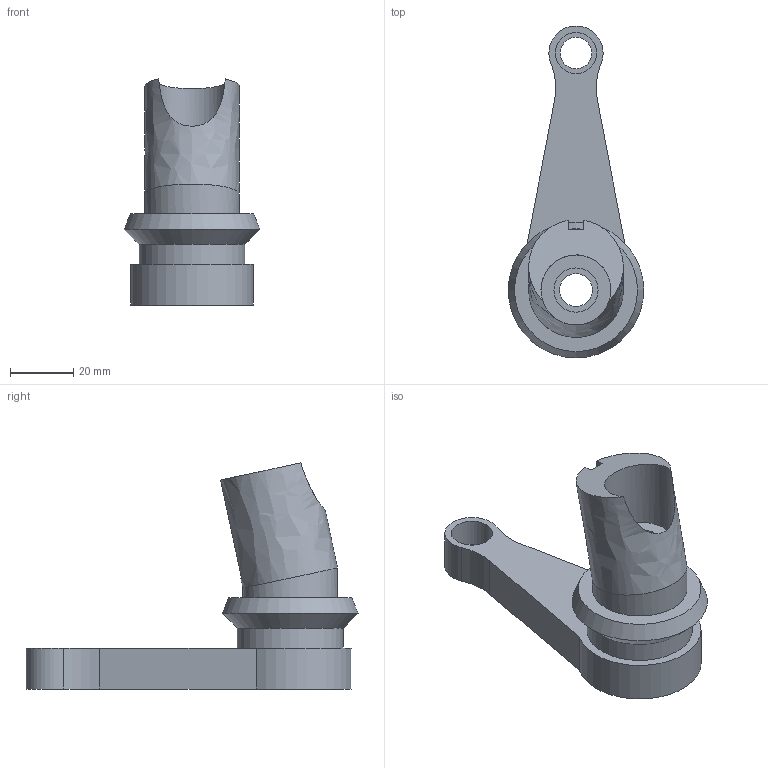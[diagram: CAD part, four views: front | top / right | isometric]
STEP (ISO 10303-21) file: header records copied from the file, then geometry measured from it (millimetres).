
FILE_DESCRIPTION(/* description */ (''),/* implementation_level */ '2;1');
FILE_NAME(/* name */ 'Bielle Ver2 v3.stp',/* time_stamp */ '2020-12-11T16:26:36+01:00',/* author */ (''),/* organization */ (''),/* preprocessor_version */ 'ST-DEVELOPER v18.1',/* originating_system */ 'Autodesk Translation Framework v9.7.1.1290',/* authorisation */ '');
FILE_SCHEMA (('AUTOMOTIVE_DESIGN { 1 0 10303 214 3 1 1 }'));
Length unit declared in the file: millimetre
Products named in the file (2): Bielle - Ver2; Component1
Assembly tree (1 placements, depth 2):
  Bielle - Ver2
    Component1
Bounding box: 43 x 105.27 x 71.68 mm (x, y, z)
Volume: 62076.6 mm3; surface area: 17776.4 mm2
Topology: 1 solids, 1 shells, 31 faces, 68 edges, 45 vertices
Faces by surface type: plane 15, cylinder 13, cone 2, bspline 1
Full cylindrical faces by diameter (mm): 10 x1, 10.5 x1, 13.1 x1, 14 x2, 22.2 x2, 30 x1, 33.5 x1
Entity records: 965 total; most frequent: CARTESIAN_POINT 190, DIRECTION 167, ORIENTED_EDGE 136, EDGE_CURVE 68, AXIS2_PLACEMENT_3D 68, VERTEX_POINT 45, EDGE_LOOP 41, FACE_OUTER_BOUND 31
